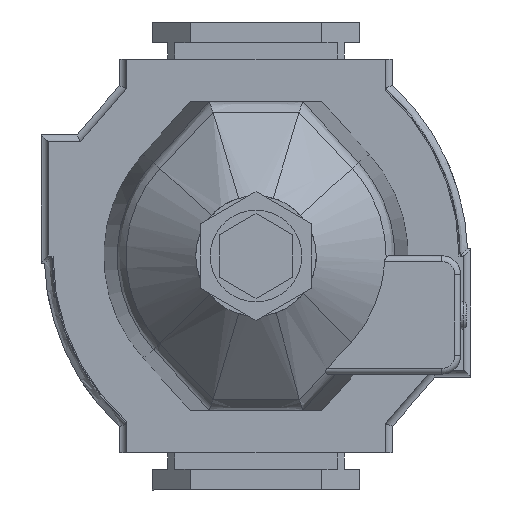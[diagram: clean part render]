
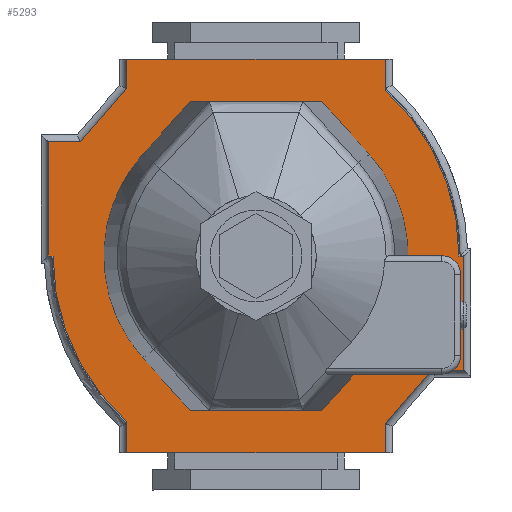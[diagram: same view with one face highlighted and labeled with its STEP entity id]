
A CAD part, front view. The second image highlights one B-rep face of the part: STEP entity #5293.
In plain terms, the highlighted planar face has unit normal (0, -1, 0).
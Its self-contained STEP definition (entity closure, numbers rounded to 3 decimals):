
#76 = EDGE_CURVE ( 'NONE', #5109, #12870, #7230, .T. ) ;
#487 = VERTEX_POINT ( 'NONE', #12255 ) ;
#504 = DIRECTION ( 'NONE',  ( 0., 0., 1. ) ) ;
#527 = DIRECTION ( 'NONE',  ( 0., 0., -1. ) ) ;
#585 = CARTESIAN_POINT ( 'NONE',  ( 0., -51.1, 35.5 ) ) ;
#704 = CARTESIAN_POINT ( 'NONE',  ( 0., -51.1, -35.5 ) ) ;
#787 = FACE_OUTER_BOUND ( 'NONE', #7191, .T. ) ;
#1098 = LINE ( 'NONE', #5926, #10522 ) ;
#1213 = CARTESIAN_POINT ( 'NONE',  ( 0., -51.1, -35.5 ) ) ;
#1317 = EDGE_CURVE ( 'NONE', #11139, #6810, #3588, .T. ) ;
#1398 = CARTESIAN_POINT ( 'NONE',  ( -28.353, -51.1, 22.1 ) ) ;
#1497 = CARTESIAN_POINT ( 'NONE',  ( 19.5, -51.1, 30. ) ) ;
#1539 = DIRECTION ( 'NONE',  ( 0.757, 0., -0.654 ) ) ;
#1761 = PLANE ( 'NONE',  #6419 ) ;
#1936 = VECTOR ( 'NONE', #504, 1000. ) ;
#1965 = VECTOR ( 'NONE', #2252, 1000. ) ;
#2206 = CARTESIAN_POINT ( 'NONE',  ( -28.65, -51.1, -22.1 ) ) ;
#2252 = DIRECTION ( 'NONE',  ( 0., 0., 1. ) ) ;
#2270 = DIRECTION ( 'NONE',  ( -0.757, 0., 0.654 ) ) ;
#2448 = VECTOR ( 'NONE', #4697, 1000. ) ;
#2456 = DIRECTION ( 'NONE',  ( 0., 0., 1. ) ) ;
#2559 = VERTEX_POINT ( 'NONE', #585 ) ;
#2586 = DIRECTION ( 'NONE',  ( 0., -1., 0. ) ) ;
#2649 = CARTESIAN_POINT ( 'NONE',  ( 0., -51.1, 35.5 ) ) ;
#2726 = DIRECTION ( 'NONE',  ( 0., 0., -1. ) ) ;
#2728 = DIRECTION ( 'NONE',  ( -1., 0., 0. ) ) ;
#2772 = ORIENTED_EDGE ( 'NONE', *, *, #2981, .F. ) ;
#2789 = LINE ( 'NONE', #2649, #1936 ) ;
#2830 = DIRECTION ( 'NONE',  ( 0., 0., 1. ) ) ;
#2834 = DIRECTION ( 'NONE',  ( -1., 0., 0. ) ) ;
#2843 = VECTOR ( 'NONE', #12202, 1000. ) ;
#2848 = AXIS2_PLACEMENT_3D ( 'NONE', #9142, #4925, #2830 ) ;
#2981 = EDGE_CURVE ( 'NONE', #487, #6196, #9614, .T. ) ;
#3104 = VECTOR ( 'NONE', #2728, 1000. ) ;
#3321 = LINE ( 'NONE', #5666, #11457 ) ;
#3459 = VECTOR ( 'NONE', #2270, 1000. ) ;
#3513 = CARTESIAN_POINT ( 'NONE',  ( 33.65, -51.1, 22.1 ) ) ;
#3588 = LINE ( 'NONE', #13185, #2448 ) ;
#3625 = ORIENTED_EDGE ( 'NONE', *, *, #6707, .F. ) ;
#3730 = VECTOR ( 'NONE', #1539, 1000. ) ;
#3731 = EDGE_CURVE ( 'NONE', #487, #11960, #9545, .T. ) ;
#3784 = VECTOR ( 'NONE', #12903, 1000. ) ;
#3843 = DIRECTION ( 'NONE',  ( 1., 0., 0. ) ) ;
#3943 = EDGE_CURVE ( 'NONE', #9717, #10221, #12825, .T. ) ;
#4156 = LINE ( 'NONE', #2206, #3459 ) ;
#4299 = CARTESIAN_POINT ( 'NONE',  ( 28.353, -51.1, -22.1 ) ) ;
#4413 = CARTESIAN_POINT ( 'NONE',  ( -19.5, -51.1, -30. ) ) ;
#4463 = VERTEX_POINT ( 'NONE', #9863 ) ;
#4521 = CARTESIAN_POINT ( 'NONE',  ( -19.5, -51.1, -35.5 ) ) ;
#4684 = CARTESIAN_POINT ( 'NONE',  ( -33.65, -51.1, 22.1 ) ) ;
#4697 = DIRECTION ( 'NONE',  ( 0., 0., -1. ) ) ;
#4759 = LINE ( 'NONE', #3513, #2843 ) ;
#4894 = LINE ( 'NONE', #6847, #3104 ) ;
#4925 = DIRECTION ( 'NONE',  ( 0., -1., 0. ) ) ;
#4952 = CARTESIAN_POINT ( 'NONE',  ( 33.65, -51.1, -22.1 ) ) ;
#4974 = CARTESIAN_POINT ( 'NONE',  ( -33.65, -51.1, -22.1 ) ) ;
#5014 = CARTESIAN_POINT ( 'NONE',  ( 28.65, -51.1, 22.1 ) ) ;
#5074 = DIRECTION ( 'NONE',  ( -1., 0., 0. ) ) ;
#5109 = VERTEX_POINT ( 'NONE', #5164 ) ;
#5164 = CARTESIAN_POINT ( 'NONE',  ( 0., -51.1, 34.7 ) ) ;
#5293 = ADVANCED_FACE ( 'NONE', ( #787 ), #1761, .T. ) ;
#5345 = VERTEX_POINT ( 'NONE', #5014 ) ;
#5392 = LINE ( 'NONE', #10417, #5934 ) ;
#5666 = CARTESIAN_POINT ( 'NONE',  ( -28.353, -51.1, 22.1 ) ) ;
#5829 = EDGE_CURVE ( 'NONE', #5345, #11139, #4759, .T. ) ;
#5833 = DIRECTION ( 'NONE',  ( 0., -1., 0. ) ) ;
#5837 = EDGE_CURVE ( 'NONE', #12337, #4463, #11021, .T. ) ;
#5926 = CARTESIAN_POINT ( 'NONE',  ( 19.5, -51.1, 35.5 ) ) ;
#5934 = VECTOR ( 'NONE', #5074, 1000. ) ;
#6196 = VERTEX_POINT ( 'NONE', #704 ) ;
#6419 = AXIS2_PLACEMENT_3D ( 'NONE', #12323, #2586, #2726 ) ;
#6689 = LINE ( 'NONE', #13371, #3730 ) ;
#6698 = ORIENTED_EDGE ( 'NONE', *, *, #11815, .F. ) ;
#6707 = EDGE_CURVE ( 'NONE', #5109, #2559, #2789, .T. ) ;
#6747 = CARTESIAN_POINT ( 'NONE',  ( 0., -51.1, -3.5 ) ) ;
#6810 = VERTEX_POINT ( 'NONE', #4952 ) ;
#6847 = CARTESIAN_POINT ( 'NONE',  ( -19.5, -51.1, -35.5 ) ) ;
#7191 = EDGE_LOOP ( 'NONE', ( #9451, #10041, #6698, #2772, #7861, #12118, #8955, #10144, #12163, #7993, #8128, #3625, #12176, #13020, #8525, #10833 ) ) ;
#7230 = CIRCLE ( 'NONE', #7448, 38.2 ) ;
#7448 = AXIS2_PLACEMENT_3D ( 'NONE', #6747, #5833, #7878 ) ;
#7558 = CARTESIAN_POINT ( 'NONE',  ( -28.65, -51.1, -22.1 ) ) ;
#7618 = EDGE_CURVE ( 'NONE', #10221, #11723, #4156, .T. ) ;
#7783 = CARTESIAN_POINT ( 'NONE',  ( 19.5, -51.1, 35.5 ) ) ;
#7861 = ORIENTED_EDGE ( 'NONE', *, *, #3731, .T. ) ;
#7878 = DIRECTION ( 'NONE',  ( 0., 0., 1. ) ) ;
#7993 = ORIENTED_EDGE ( 'NONE', *, *, #5837, .F. ) ;
#8034 = VECTOR ( 'NONE', #2834, 1000. ) ;
#8128 = ORIENTED_EDGE ( 'NONE', *, *, #10810, .F. ) ;
#8309 = EDGE_CURVE ( 'NONE', #9283, #11632, #10023, .T. ) ;
#8525 = ORIENTED_EDGE ( 'NONE', *, *, #8309, .F. ) ;
#8913 = EDGE_CURVE ( 'NONE', #6810, #11960, #5392, .T. ) ;
#8955 = ORIENTED_EDGE ( 'NONE', *, *, #1317, .F. ) ;
#9142 = CARTESIAN_POINT ( 'NONE',  ( 0., -51.1, 3.5 ) ) ;
#9279 = CARTESIAN_POINT ( 'NONE',  ( 33.65, -51.1, 22.1 ) ) ;
#9283 = VERTEX_POINT ( 'NONE', #4974 ) ;
#9451 = ORIENTED_EDGE ( 'NONE', *, *, #7618, .F. ) ;
#9545 = CIRCLE ( 'NONE', #2848, 38.2 ) ;
#9614 = LINE ( 'NONE', #1213, #3784 ) ;
#9670 = EDGE_CURVE ( 'NONE', #4463, #5345, #6689, .T. ) ;
#9717 = VERTEX_POINT ( 'NONE', #4521 ) ;
#9863 = CARTESIAN_POINT ( 'NONE',  ( 19.5, -51.1, 30. ) ) ;
#10023 = LINE ( 'NONE', #4684, #11315 ) ;
#10041 = ORIENTED_EDGE ( 'NONE', *, *, #3943, .F. ) ;
#10144 = ORIENTED_EDGE ( 'NONE', *, *, #5829, .F. ) ;
#10221 = VERTEX_POINT ( 'NONE', #12654 ) ;
#10400 = CARTESIAN_POINT ( 'NONE',  ( -33.65, -51.1, -22.1 ) ) ;
#10417 = CARTESIAN_POINT ( 'NONE',  ( 28.353, -51.1, -22.1 ) ) ;
#10522 = VECTOR ( 'NONE', #3843, 1000. ) ;
#10662 = VECTOR ( 'NONE', #527, 1000. ) ;
#10810 = EDGE_CURVE ( 'NONE', #2559, #12337, #1098, .T. ) ;
#10833 = ORIENTED_EDGE ( 'NONE', *, *, #12087, .F. ) ;
#11021 = LINE ( 'NONE', #1497, #10662 ) ;
#11139 = VERTEX_POINT ( 'NONE', #9279 ) ;
#11315 = VECTOR ( 'NONE', #2456, 1000. ) ;
#11320 = CARTESIAN_POINT ( 'NONE',  ( -33.65, -51.1, 22.1 ) ) ;
#11457 = VECTOR ( 'NONE', #12015, 1000. ) ;
#11531 = EDGE_CURVE ( 'NONE', #11632, #12870, #3321, .T. ) ;
#11632 = VERTEX_POINT ( 'NONE', #11320 ) ;
#11723 = VERTEX_POINT ( 'NONE', #7558 ) ;
#11815 = EDGE_CURVE ( 'NONE', #6196, #9717, #4894, .T. ) ;
#11960 = VERTEX_POINT ( 'NONE', #4299 ) ;
#12015 = DIRECTION ( 'NONE',  ( 1., 0., 0. ) ) ;
#12087 = EDGE_CURVE ( 'NONE', #11723, #9283, #12428, .T. ) ;
#12118 = ORIENTED_EDGE ( 'NONE', *, *, #8913, .F. ) ;
#12163 = ORIENTED_EDGE ( 'NONE', *, *, #9670, .F. ) ;
#12176 = ORIENTED_EDGE ( 'NONE', *, *, #76, .T. ) ;
#12202 = DIRECTION ( 'NONE',  ( 1., 0., 0. ) ) ;
#12255 = CARTESIAN_POINT ( 'NONE',  ( 0., -51.1, -34.7 ) ) ;
#12323 = CARTESIAN_POINT ( 'NONE',  ( -34.996, -51.1, 36.92 ) ) ;
#12337 = VERTEX_POINT ( 'NONE', #7783 ) ;
#12428 = LINE ( 'NONE', #10400, #8034 ) ;
#12654 = CARTESIAN_POINT ( 'NONE',  ( -19.5, -51.1, -30. ) ) ;
#12825 = LINE ( 'NONE', #4413, #1965 ) ;
#12870 = VERTEX_POINT ( 'NONE', #1398 ) ;
#12903 = DIRECTION ( 'NONE',  ( 0., 0., -1. ) ) ;
#13020 = ORIENTED_EDGE ( 'NONE', *, *, #11531, .F. ) ;
#13185 = CARTESIAN_POINT ( 'NONE',  ( 33.65, -51.1, -22.1 ) ) ;
#13371 = CARTESIAN_POINT ( 'NONE',  ( 28.65, -51.1, 22.1 ) ) ;
